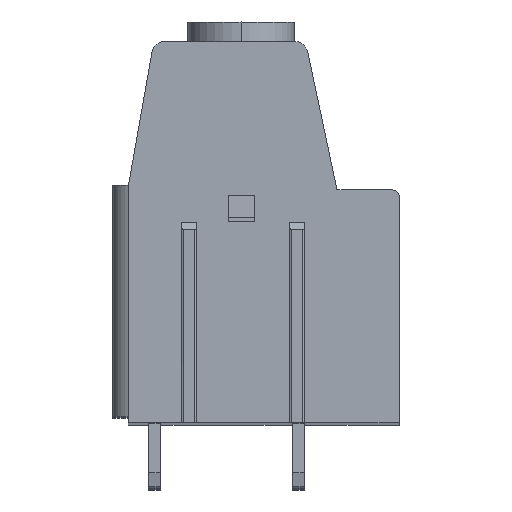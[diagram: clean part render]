
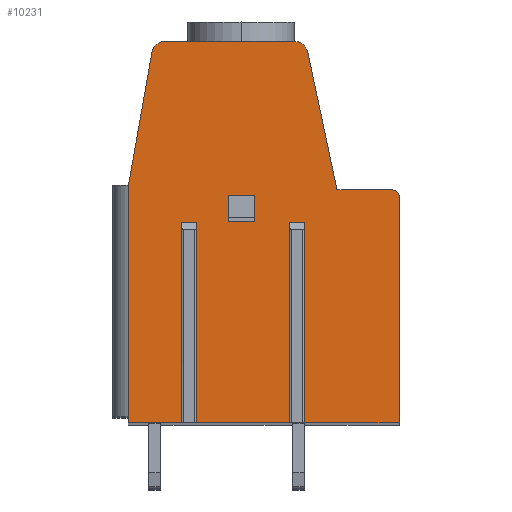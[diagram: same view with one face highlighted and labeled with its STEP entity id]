
A CAD part, top view. The second image highlights one B-rep face of the part: STEP entity #10231.
In plain terms, the highlighted planar face has unit normal (0, 0, 1).
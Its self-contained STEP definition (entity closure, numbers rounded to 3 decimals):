
#2537=DIRECTION('',(0.,1.,0.));
#2538=VECTOR('',#2537,2.);
#2539=CARTESIAN_POINT('',(-0.75,0.85,5.08));
#2540=LINE('',#2539,#2538);
#2541=DIRECTION('',(1.,0.,0.));
#2542=VECTOR('',#2541,2.);
#2543=CARTESIAN_POINT('',(-2.75,2.85,5.08));
#2544=LINE('',#2543,#2542);
#2545=DIRECTION('',(0.,1.,0.));
#2546=VECTOR('',#2545,2.);
#2547=CARTESIAN_POINT('',(-2.75,0.85,5.08));
#2548=LINE('',#2547,#2546);
#2549=DIRECTION('',(1.,0.,0.));
#2550=VECTOR('',#2549,2.);
#2551=CARTESIAN_POINT('',(-2.75,0.85,5.08));
#2552=LINE('',#2551,#2550);
#2553=CARTESIAN_POINT('',(2.386,13.65,5.08));
#2554=DIRECTION('',(0.,0.,1.));
#2555=DIRECTION('',(0.978,0.208,0.));
#2556=AXIS2_PLACEMENT_3D('',#2553,#2554,#2555);
#2558=DIRECTION('',(-0.208,0.978,0.));
#2559=VECTOR('',#2558,10.845);
#2560=CARTESIAN_POINT('',(5.619,3.25,5.08));
#2561=LINE('',#2560,#2559);
#2562=DIRECTION('',(-1.,0.,0.));
#2563=VECTOR('',#2562,4.281);
#2564=CARTESIAN_POINT('',(9.9,3.25,5.08));
#2565=LINE('',#2564,#2563);
#2566=CARTESIAN_POINT('',(9.9,2.75,5.08));
#2567=DIRECTION('',(0.,0.,1.));
#2568=DIRECTION('',(1.,0.,0.));
#2569=AXIS2_PLACEMENT_3D('',#2566,#2567,#2568);
#2571=DIRECTION('',(0.,1.,0.));
#2572=VECTOR('',#2571,17.4);
#2573=CARTESIAN_POINT('',(10.4,-14.65,5.08));
#2574=LINE('',#2573,#2572);
#2575=DIRECTION('',(1.,0.,0.));
#2576=VECTOR('',#2575,7.525);
#2577=CARTESIAN_POINT('',(2.875,-14.65,5.08));
#2578=LINE('',#2577,#2576);
#2579=DIRECTION('',(0.,1.,0.));
#2580=VECTOR('',#2579,15.4);
#2581=CARTESIAN_POINT('',(2.875,-14.65,5.08));
#2582=LINE('',#2581,#2580);
#2583=DIRECTION('',(1.,0.,0.));
#2584=VECTOR('',#2583,0.65);
#2585=CARTESIAN_POINT('',(2.225,0.75,5.08));
#2586=LINE('',#2585,#2584);
#2587=DIRECTION('',(0.,1.,0.));
#2588=VECTOR('',#2587,15.4);
#2589=CARTESIAN_POINT('',(2.225,-14.65,5.08));
#2590=LINE('',#2589,#2588);
#2591=DIRECTION('',(1.,0.,0.));
#2592=VECTOR('',#2591,7.65);
#2593=CARTESIAN_POINT('',(-5.425,-14.65,5.08));
#2594=LINE('',#2593,#2592);
#2595=DIRECTION('',(0.,1.,0.));
#2596=VECTOR('',#2595,15.4);
#2597=CARTESIAN_POINT('',(-5.425,-14.65,5.08));
#2598=LINE('',#2597,#2596);
#2599=DIRECTION('',(1.,0.,0.));
#2600=VECTOR('',#2599,0.65);
#2601=CARTESIAN_POINT('',(-6.075,0.75,5.08));
#2602=LINE('',#2601,#2600);
#2603=DIRECTION('',(0.,1.,0.));
#2604=VECTOR('',#2603,15.4);
#2605=CARTESIAN_POINT('',(-6.075,-14.65,5.08));
#2606=LINE('',#2605,#2604);
#2607=DIRECTION('',(1.,0.,0.));
#2608=VECTOR('',#2607,4.325);
#2609=CARTESIAN_POINT('',(-10.4,-14.65,5.08));
#2610=LINE('',#2609,#2608);
#2611=DIRECTION('',(0.,-1.,0.));
#2612=VECTOR('',#2611,18.25);
#2613=CARTESIAN_POINT('',(-10.4,3.6,5.08));
#2614=LINE('',#2613,#2612);
#2615=DIRECTION('',(-0.174,-0.985,0.));
#2616=VECTOR('',#2615,10.381);
#2617=CARTESIAN_POINT('',(-8.597,13.824,5.08));
#2618=LINE('',#2617,#2616);
#2619=CARTESIAN_POINT('',(-7.612,13.65,5.08));
#2620=DIRECTION('',(0.,0.,1.));
#2621=DIRECTION('',(0.,1.,0.));
#2622=AXIS2_PLACEMENT_3D('',#2619,#2620,#2621);
#2624=DIRECTION('',(-1.,0.,0.));
#2625=VECTOR('',#2624,9.998);
#2626=CARTESIAN_POINT('',(2.386,14.65,5.08));
#2627=LINE('',#2626,#2625);
#5659=CARTESIAN_POINT('',(-10.4,3.6,5.08));
#5660=CARTESIAN_POINT('',(-10.4,-14.65,5.08));
#5661=VERTEX_POINT('',#5659);
#5662=VERTEX_POINT('',#5660);
#5664=CARTESIAN_POINT('',(10.4,-14.65,5.08));
#5666=VERTEX_POINT('',#5664);
#5668=CARTESIAN_POINT('',(5.619,3.25,5.08));
#5670=VERTEX_POINT('',#5668);
#5711=CARTESIAN_POINT('',(-6.075,-14.65,5.08));
#5712=VERTEX_POINT('',#5711);
#5713=CARTESIAN_POINT('',(-5.425,-14.65,5.08));
#5714=CARTESIAN_POINT('',(2.225,-14.65,5.08));
#5715=VERTEX_POINT('',#5713);
#5716=VERTEX_POINT('',#5714);
#5717=CARTESIAN_POINT('',(2.875,-14.65,5.08));
#5718=VERTEX_POINT('',#5717);
#5719=CARTESIAN_POINT('',(-6.075,0.75,5.08));
#5720=CARTESIAN_POINT('',(-5.425,0.75,5.08));
#5721=VERTEX_POINT('',#5719);
#5722=VERTEX_POINT('',#5720);
#5723=CARTESIAN_POINT('',(2.225,0.75,5.08));
#5724=CARTESIAN_POINT('',(2.875,0.75,5.08));
#5725=VERTEX_POINT('',#5723);
#5726=VERTEX_POINT('',#5724);
#5745=CARTESIAN_POINT('',(-0.75,0.85,5.08));
#5746=CARTESIAN_POINT('',(-0.75,2.85,5.08));
#5747=VERTEX_POINT('',#5745);
#5748=VERTEX_POINT('',#5746);
#5749=CARTESIAN_POINT('',(-2.75,0.85,5.08));
#5750=CARTESIAN_POINT('',(-2.75,2.85,5.08));
#5751=VERTEX_POINT('',#5749);
#5752=VERTEX_POINT('',#5750);
#5877=CARTESIAN_POINT('',(3.364,13.858,5.08));
#5878=VERTEX_POINT('',#5877);
#5879=CARTESIAN_POINT('',(2.386,14.65,5.08));
#5880=VERTEX_POINT('',#5879);
#5885=CARTESIAN_POINT('',(-7.612,14.65,5.08));
#5886=CARTESIAN_POINT('',(-8.597,13.824,5.08));
#5887=VERTEX_POINT('',#5885);
#5888=VERTEX_POINT('',#5886);
#5893=CARTESIAN_POINT('',(10.4,2.75,5.08));
#5894=VERTEX_POINT('',#5893);
#5895=CARTESIAN_POINT('',(9.9,3.25,5.08));
#5896=VERTEX_POINT('',#5895);
#10190=CARTESIAN_POINT('',(0.,0.,5.08));
#10191=DIRECTION('',(0.,0.,1.));
#10192=DIRECTION('',(1.,0.,0.));
#10193=AXIS2_PLACEMENT_3D('',#10190,#10191,#10192);
#10194=PLANE('',#10193);
#10195=ORIENTED_EDGE('',*,*,#7373,.F.);
#10196=ORIENTED_EDGE('',*,*,#7389,.F.);
#10197=ORIENTED_EDGE('',*,*,#7401,.F.);
#10198=ORIENTED_EDGE('',*,*,#7416,.F.);
#10199=ORIENTED_EDGE('',*,*,#7431,.F.);
#10200=ORIENTED_EDGE('',*,*,#7595,.F.);
#10202=ORIENTED_EDGE('',*,*,#10201,.T.);
#10204=ORIENTED_EDGE('',*,*,#10203,.F.);
#10206=ORIENTED_EDGE('',*,*,#10205,.F.);
#10207=ORIENTED_EDGE('',*,*,#7579,.F.);
#10209=ORIENTED_EDGE('',*,*,#10208,.T.);
#10211=ORIENTED_EDGE('',*,*,#10210,.F.);
#10213=ORIENTED_EDGE('',*,*,#10212,.F.);
#10214=ORIENTED_EDGE('',*,*,#7563,.F.);
#10215=ORIENTED_EDGE('',*,*,#8117,.F.);
#10216=ORIENTED_EDGE('',*,*,#8239,.F.);
#10217=ORIENTED_EDGE('',*,*,#8551,.F.);
#10218=ORIENTED_EDGE('',*,*,#8704,.F.);
#10219=EDGE_LOOP('',(#10195,#10196,#10197,#10198,#10199,#10200,#10202,#10204,
#10206,#10207,#10209,#10211,#10213,#10214,#10215,#10216,#10217,#10218));
#10220=FACE_OUTER_BOUND('',#10219,.F.);
#10222=ORIENTED_EDGE('',*,*,#10221,.T.);
#10224=ORIENTED_EDGE('',*,*,#10223,.F.);
#10226=ORIENTED_EDGE('',*,*,#10225,.F.);
#10228=ORIENTED_EDGE('',*,*,#10227,.T.);
#10229=EDGE_LOOP('',(#10222,#10224,#10226,#10228));
#10230=FACE_BOUND('',#10229,.F.);
#2557=CIRCLE('',#2556,1.);
#2570=CIRCLE('',#2569,0.5);
#2623=CIRCLE('',#2622,1.);
#7373=EDGE_CURVE('',#5878,#5880,#2557,.T.);
#7389=EDGE_CURVE('',#5670,#5878,#2561,.T.);
#7401=EDGE_CURVE('',#5896,#5670,#2565,.T.);
#7416=EDGE_CURVE('',#5894,#5896,#2570,.T.);
#7431=EDGE_CURVE('',#5666,#5894,#2574,.T.);
#7563=EDGE_CURVE('',#5662,#5712,#2610,.T.);
#7579=EDGE_CURVE('',#5715,#5716,#2594,.T.);
#7595=EDGE_CURVE('',#5718,#5666,#2578,.T.);
#8117=EDGE_CURVE('',#5661,#5662,#2614,.T.);
#8239=EDGE_CURVE('',#5888,#5661,#2618,.T.);
#8551=EDGE_CURVE('',#5887,#5888,#2623,.T.);
#8704=EDGE_CURVE('',#5880,#5887,#2627,.T.);
#10201=EDGE_CURVE('',#5718,#5726,#2582,.T.);
#10203=EDGE_CURVE('',#5725,#5726,#2586,.T.);
#10205=EDGE_CURVE('',#5716,#5725,#2590,.T.);
#10208=EDGE_CURVE('',#5715,#5722,#2598,.T.);
#10210=EDGE_CURVE('',#5721,#5722,#2602,.T.);
#10212=EDGE_CURVE('',#5712,#5721,#2606,.T.);
#10221=EDGE_CURVE('',#5747,#5748,#2540,.T.);
#10223=EDGE_CURVE('',#5752,#5748,#2544,.T.);
#10225=EDGE_CURVE('',#5751,#5752,#2548,.T.);
#10227=EDGE_CURVE('',#5751,#5747,#2552,.T.);
#10231=ADVANCED_FACE('',(#10220,#10230),#10194,.T.);
